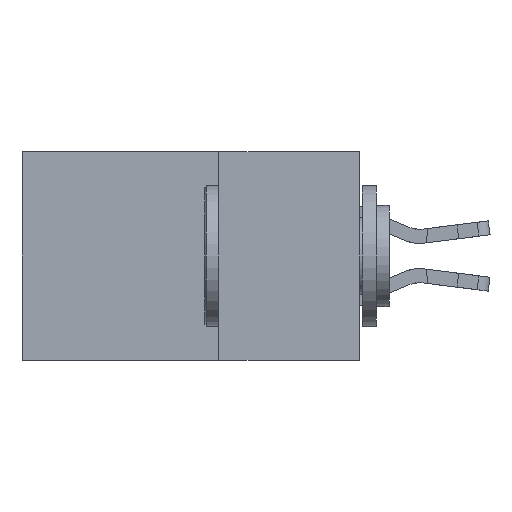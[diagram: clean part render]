
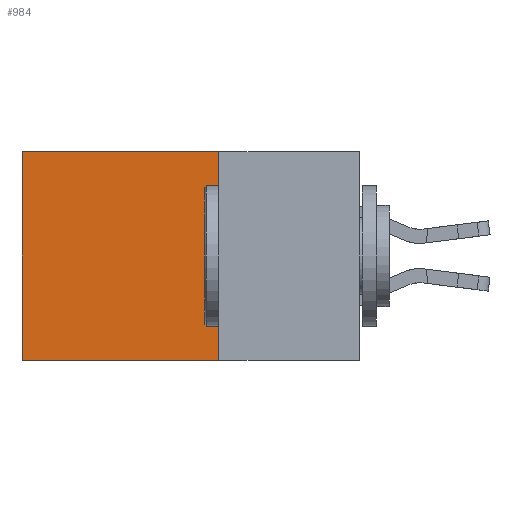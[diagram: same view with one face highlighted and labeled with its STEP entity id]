
A CAD part, left-side view. The second image highlights one B-rep face of the part: STEP entity #984.
In plain terms, the highlighted planar face has unit normal (-1, 0, 0).
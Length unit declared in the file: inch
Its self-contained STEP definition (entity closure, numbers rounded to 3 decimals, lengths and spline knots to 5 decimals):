
#758 = EDGE_CURVE ( 'NONE', #19665, #4995, #7214, .T. ) ;
#772 = CARTESIAN_POINT ( 'NONE',  ( 0.2875, 0.25, -0.37 ) ) ;
#984 = ADVANCED_FACE ( 'NONE', ( #14306 ), #6006, .F. ) ;
#1098 = AXIS2_PLACEMENT_3D ( 'NONE', #16989, #18561, #14230 ) ;
#2137 = VERTEX_POINT ( 'NONE', #16728 ) ;
#2806 = ORIENTED_EDGE ( 'NONE', *, *, #14305, .T. ) ;
#3492 = ORIENTED_EDGE ( 'NONE', *, *, #19522, .T. ) ;
#3659 = ORIENTED_EDGE ( 'NONE', *, *, #758, .F. ) ;
#4406 = CARTESIAN_POINT ( 'NONE',  ( 0.2875, 0.25, -0.37 ) ) ;
#4995 = VERTEX_POINT ( 'NONE', #7492 ) ;
#6006 = PLANE ( 'NONE',  #1098 ) ;
#7214 = LINE ( 'NONE', #4406, #13848 ) ;
#7489 = DIRECTION ( 'NONE',  ( 0., 0., -1. ) ) ;
#7492 = CARTESIAN_POINT ( 'NONE',  ( 0.2875, 0.6, -0.37 ) ) ;
#7666 = VERTEX_POINT ( 'NONE', #14284 ) ;
#8063 = ORIENTED_EDGE ( 'NONE', *, *, #18991, .F. ) ;
#8932 = LINE ( 'NONE', #13203, #15959 ) ;
#9091 = DIRECTION ( 'NONE',  ( 0., 1., 0. ) ) ;
#10124 = DIRECTION ( 'NONE',  ( 0., 1., 0. ) ) ;
#10736 = CARTESIAN_POINT ( 'NONE',  ( 0.2875, 0.6, 0. ) ) ;
#11729 = LINE ( 'NONE', #10736, #14845 ) ;
#11928 = VECTOR ( 'NONE', #13660, 39.37008 ) ;
#12822 = EDGE_LOOP ( 'NONE', ( #2806, #3659, #8063, #3492 ) ) ;
#13203 = CARTESIAN_POINT ( 'NONE',  ( 0.2875, 0.25, 0. ) ) ;
#13621 = LINE ( 'NONE', #18239, #11928 ) ;
#13660 = DIRECTION ( 'NONE',  ( 0., 0., -1. ) ) ;
#13848 = VECTOR ( 'NONE', #9091, 39.37008 ) ;
#14230 = DIRECTION ( 'NONE',  ( 0., 0., -1. ) ) ;
#14284 = CARTESIAN_POINT ( 'NONE',  ( 0.2875, 0.6, 0. ) ) ;
#14305 = EDGE_CURVE ( 'NONE', #7666, #4995, #11729, .T. ) ;
#14306 = FACE_OUTER_BOUND ( 'NONE', #12822, .T. ) ;
#14845 = VECTOR ( 'NONE', #7489, 39.37008 ) ;
#15959 = VECTOR ( 'NONE', #10124, 39.37008 ) ;
#16728 = CARTESIAN_POINT ( 'NONE',  ( 0.2875, 0.25, 0. ) ) ;
#16989 = CARTESIAN_POINT ( 'NONE',  ( 0.2875, 0.25, 0. ) ) ;
#18239 = CARTESIAN_POINT ( 'NONE',  ( 0.2875, 0.25, 0. ) ) ;
#18561 = DIRECTION ( 'NONE',  ( 1., 0., 0. ) ) ;
#18991 = EDGE_CURVE ( 'NONE', #2137, #19665, #13621, .T. ) ;
#19522 = EDGE_CURVE ( 'NONE', #2137, #7666, #8932, .T. ) ;
#19665 = VERTEX_POINT ( 'NONE', #772 ) ;
